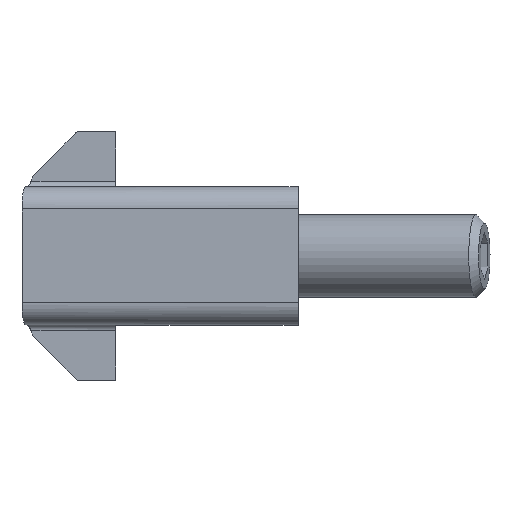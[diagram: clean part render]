
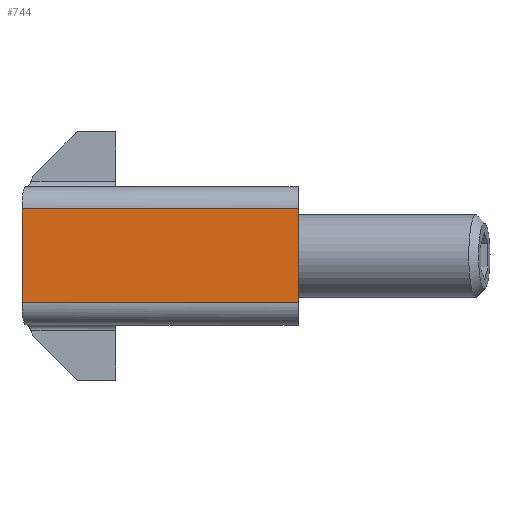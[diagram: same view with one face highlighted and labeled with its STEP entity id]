
A CAD part, top view. The second image highlights one B-rep face of the part: STEP entity #744.
In plain terms, the highlighted planar face has unit normal (0, 0, 1).
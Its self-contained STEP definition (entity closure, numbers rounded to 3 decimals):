
#48=LINE($,#1432,#98);
#49=LINE($,#1436,#99);
#50=LINE($,#1438,#100);
#51=LINE($,#1439,#101);
#98=VECTOR($,#958,10.);
#99=VECTOR($,#963,3.4);
#100=VECTOR($,#964,10.);
#101=VECTOR($,#965,3.4);
#136=PLANE($,#815);
#193=FACE_OUTER_BOUND($,#238,.T.);
#238=EDGE_LOOP($,(#615,#616,#617,#618));
#376=VERTEX_POINT($,#1429);
#377=VERTEX_POINT($,#1431);
#378=VERTEX_POINT($,#1435);
#379=VERTEX_POINT($,#1437);
#464=EDGE_CURVE($,#377,#376,#48,.T.);
#466=EDGE_CURVE($,#378,#376,#49,.T.);
#467=EDGE_CURVE($,#379,#378,#50,.T.);
#468=EDGE_CURVE($,#379,#377,#51,.T.);
#615=ORIENTED_EDGE($,*,*,#464,.T.);
#616=ORIENTED_EDGE($,*,*,#466,.F.);
#617=ORIENTED_EDGE($,*,*,#467,.F.);
#618=ORIENTED_EDGE($,*,*,#468,.T.);
#744=ADVANCED_FACE($,(#193),#136,.T.);
#815=AXIS2_PLACEMENT_3D($,#1434,#961,#962);
#958=DIRECTION($,(-1.,0.,0.));
#961=DIRECTION('center_axis',(0.,0.,1.));
#962=DIRECTION('ref_axis',(0.,-1.,0.));
#963=DIRECTION($,(0.,1.,0.));
#964=DIRECTION($,(-1.,0.,0.));
#965=DIRECTION($,(0.,1.,0.));
#1429=CARTESIAN_POINT('',(0.,1.7,-0.2));
#1431=CARTESIAN_POINT('',(10.,1.7,-0.2));
#1432=CARTESIAN_POINT($,(10.,1.7,-0.2));
#1434=CARTESIAN_POINT('Origin',(0.,-1.7,-0.2));
#1435=CARTESIAN_POINT('',(0.,-1.7,-0.2));
#1436=CARTESIAN_POINT($,(0.,-1.7,-0.2));
#1437=CARTESIAN_POINT('',(10.,-1.7,-0.2));
#1438=CARTESIAN_POINT($,(10.,-1.7,-0.2));
#1439=CARTESIAN_POINT($,(10.,-1.7,-0.2));
